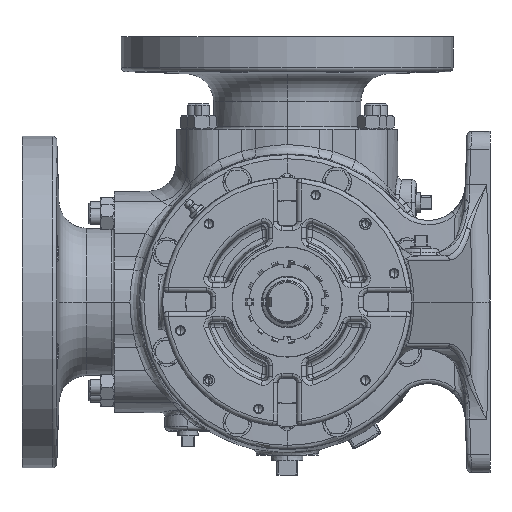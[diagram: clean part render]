
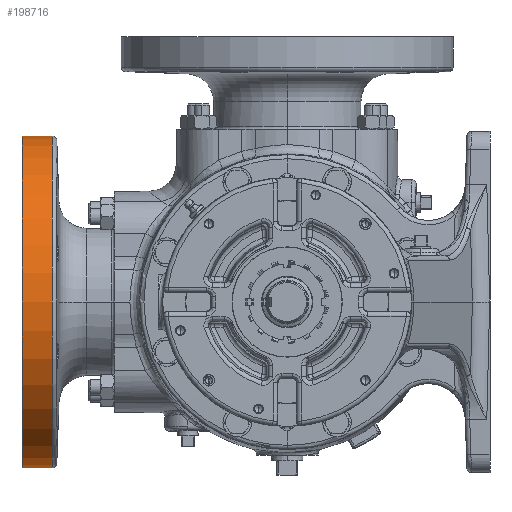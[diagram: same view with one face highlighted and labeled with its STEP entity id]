
A CAD part, left-side view. The second image highlights one B-rep face of the part: STEP entity #198716.
In plain terms, the highlighted cylindrical face has radius 114.3 mm (diameter 228.6 mm), a partial arc.
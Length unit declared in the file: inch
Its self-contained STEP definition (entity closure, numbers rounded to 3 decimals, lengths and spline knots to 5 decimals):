
#16456 = LINE ( 'NONE', #34651, #188195 ) ;
#17790 = ORIENTED_EDGE ( 'NONE', *, *, #106584, .F. ) ;
#18901 = DIRECTION ( 'NONE',  ( 0., 1., 0. ) ) ;
#19670 = CARTESIAN_POINT ( 'NONE',  ( 2.78, 7.19, -4.5 ) ) ;
#30364 = FACE_OUTER_BOUND ( 'NONE', #160647, .T. ) ;
#30751 = ORIENTED_EDGE ( 'NONE', *, *, #58212, .T. ) ;
#34651 = CARTESIAN_POINT ( 'NONE',  ( 2.78, 7.51714, -4.5 ) ) ;
#41470 = CARTESIAN_POINT ( 'NONE',  ( 2.78, 7.51714, 4.5 ) ) ;
#51935 = DIRECTION ( 'NONE',  ( 0., 0., -1. ) ) ;
#53015 = VERTEX_POINT ( 'NONE', #128563 ) ;
#53763 = CARTESIAN_POINT ( 'NONE',  ( 2.78, 6.36588, 4.5 ) ) ;
#57494 = AXIS2_PLACEMENT_3D ( 'NONE', #141757, #18901, #51935 ) ;
#58212 = EDGE_CURVE ( 'NONE', #84366, #53015, #180319, .T. ) ;
#65000 = VERTEX_POINT ( 'NONE', #19670 ) ;
#67762 = DIRECTION ( 'NONE',  ( 0., 1., 0. ) ) ;
#72923 = DIRECTION ( 'NONE',  ( 0., 0., 1. ) ) ;
#82728 = CYLINDRICAL_SURFACE ( 'NONE', #57494, 4.5 ) ;
#84366 = VERTEX_POINT ( 'NONE', #53763 ) ;
#106584 = EDGE_CURVE ( 'NONE', #65000, #53015, #137989, .T. ) ;
#110434 = CARTESIAN_POINT ( 'NONE',  ( 2.78, 6.36588, 0. ) ) ;
#117745 = DIRECTION ( 'NONE',  ( 0., 1., 0. ) ) ;
#125903 = CARTESIAN_POINT ( 'NONE',  ( 2.78, 6.36588, -4.5 ) ) ;
#128563 = CARTESIAN_POINT ( 'NONE',  ( 2.78, 7.19, 4.5 ) ) ;
#137989 = CIRCLE ( 'NONE', #145350, 4.5 ) ;
#138252 = DIRECTION ( 'NONE',  ( 1., 0., 0. ) ) ;
#138442 = VERTEX_POINT ( 'NONE', #125903 ) ;
#141757 = CARTESIAN_POINT ( 'NONE',  ( 2.78, 7.51714, 0. ) ) ;
#144724 = EDGE_CURVE ( 'NONE', #138442, #84366, #162074, .T. ) ;
#145050 = DIRECTION ( 'NONE',  ( 0., 1., 0. ) ) ;
#145350 = AXIS2_PLACEMENT_3D ( 'NONE', #204324, #67762, #138252 ) ;
#160647 = EDGE_LOOP ( 'NONE', ( #167083, #30751, #17790, #208270 ) ) ;
#162074 = CIRCLE ( 'NONE', #176692, 4.5 ) ;
#165632 = EDGE_CURVE ( 'NONE', #138442, #65000, #16456, .T. ) ;
#167083 = ORIENTED_EDGE ( 'NONE', *, *, #144724, .T. ) ;
#176692 = AXIS2_PLACEMENT_3D ( 'NONE', #110434, #215097, #72923 ) ;
#180319 = LINE ( 'NONE', #41470, #206563 ) ;
#188195 = VECTOR ( 'NONE', #117745, 39.37008 ) ;
#198716 = ADVANCED_FACE ( 'Defeatured_0_3486', ( #30364 ), #82728, .T. ) ;
#204324 = CARTESIAN_POINT ( 'NONE',  ( 2.78, 7.19, 0. ) ) ;
#206563 = VECTOR ( 'NONE', #145050, 39.37008 ) ;
#208270 = ORIENTED_EDGE ( 'NONE', *, *, #165632, .F. ) ;
#215097 = DIRECTION ( 'NONE',  ( 0., 1., 0. ) ) ;
